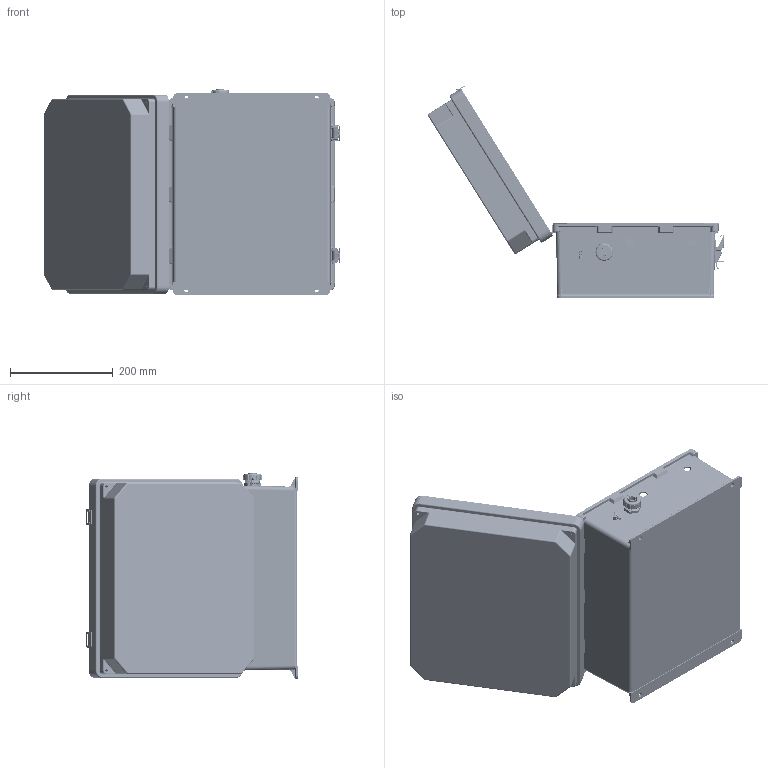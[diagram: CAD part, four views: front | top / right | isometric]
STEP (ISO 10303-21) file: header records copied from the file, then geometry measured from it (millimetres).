
FILE_DESCRIPTION (( 'STEP AP214' ), '1' );
FILE_NAME ('NB141207-E00_3D.step', '2025-10-28T17:13:57', ( '' ), ( '' ), 'SwSTEP 2.0', 'SolidWorks 2025', '' );
FILE_SCHEMA (( 'AUTOMOTIVE_DESIGN' ));
Length unit declared in the file: inch
Products named in the file (26): NB141207-Hinge; XFS-0026; NB141207-DoorClasp-1; XFS-0017; XF1056-01; NB141207-E00_3D; XCT-0010; XCTB-0002; XCT-0005; XMH-0007; MJSCVR; NB141207-DoorClasp-2; XFN-0003; XFW-0002; XFN-0013; XF797-02; XC-0003; XMH-0041; NEMA GroundWire-2; NB141207-Box; NB141207-Lid-2; XFS-0059; XCT-0011; XFS-0031; 1AM07-189; 10-32 NEMA PLATE SCREW
Assembly tree (40 placements, depth 2):
  NB141207-E00_3D
    NB141207-Box
    NB141207-Hinge  x2
    NB141207-Lid-2
    NB141207-DoorClasp-1  x2
    NB141207-DoorClasp-2  x2
    XC-0003
    XFS-0026
    XCT-0005
    XFN-0003  x2
    XFW-0002
    XF1056-01
    XCT-0010
    XCT-0011
    XCTB-0002
    XFN-0013  x2
    10-32 NEMA PLATE SCREW  x4
    XFS-0017  x3
    XF797-02
    XMH-0007  x4
    NEMA GroundWire-2
    XMH-0041
    XFS-0059  x2
    1AM07-189
    MJSCVR  x2
    XFS-0031
Bounding box: 578.07 x 413.05 x 402.37 mm (x, y, z)
Volume: 2296332.5 mm3; surface area: 1412401.8 mm2
Topology: 48 solids, 49 shells, 4868 faces, 12102 edges, 7350 vertices
Faces by surface type: plane 1667, cylinder 1325, cone 1285, torus 346, bspline 211, sphere 34
Entity records: 115365 total; most frequent: CARTESIAN_POINT 30316, DIRECTION 17774, ORIENTED_EDGE 17704, EDGE_CURVE 8852, AXIS2_PLACEMENT_3D 6524, VERTEX_POINT 5487, LINE 4726, VECTOR 4726
